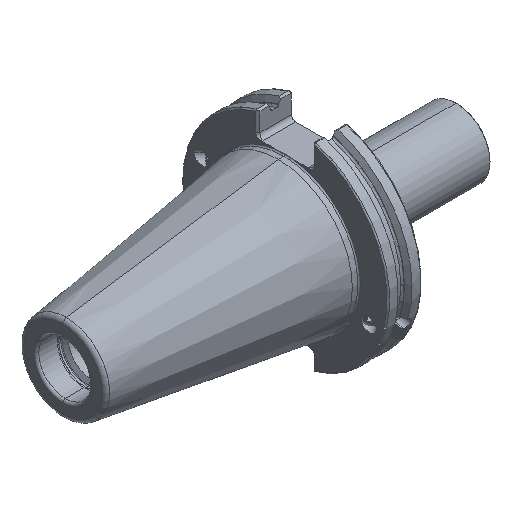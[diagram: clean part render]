
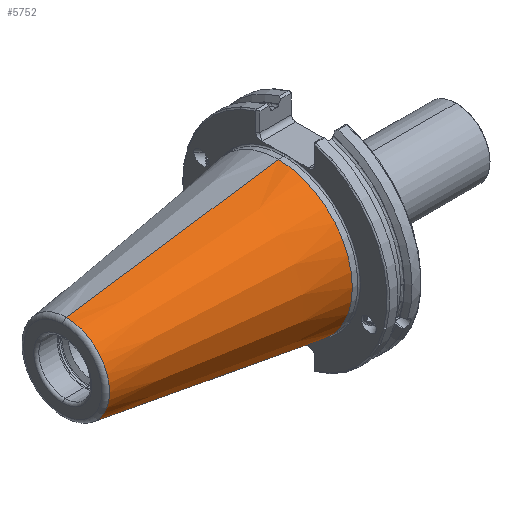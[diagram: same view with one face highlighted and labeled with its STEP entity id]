
A CAD part, isometric view. The second image highlights one B-rep face of the part: STEP entity #5752.
In plain terms, the highlighted conical face has half-angle 8.297 degrees and reference radius 34.925 mm.
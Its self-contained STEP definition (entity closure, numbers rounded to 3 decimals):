
#60 = DIRECTION ( 'NONE',  ( 1., 0., 0. ) ) ;
#283 = ORIENTED_EDGE ( 'NONE', *, *, #7879, .T. ) ;
#358 = CARTESIAN_POINT ( 'NONE',  ( 0., 0., 34.925 ) ) ;
#528 = CIRCLE ( 'NONE', #6380, 20.358 ) ;
#598 = ORIENTED_EDGE ( 'NONE', *, *, #2535, .F. ) ;
#823 = AXIS2_PLACEMENT_3D ( 'NONE', #6062, #60, #2098 ) ;
#1039 = CARTESIAN_POINT ( 'NONE',  ( -99.889, 0., -20.358 ) ) ;
#1523 = AXIS2_PLACEMENT_3D ( 'NONE', #6725, #2773, #7407 ) ;
#2098 = DIRECTION ( 'NONE',  ( 0., 0., -1. ) ) ;
#2535 = EDGE_CURVE ( 'NONE', #2710, #5455, #6310, .T. ) ;
#2710 = VERTEX_POINT ( 'NONE', #8576 ) ;
#2773 = DIRECTION ( 'NONE',  ( -1., 0., 0. ) ) ;
#2951 = DIRECTION ( 'NONE',  ( 0.99, 0., 0.144 ) ) ;
#3068 = ORIENTED_EDGE ( 'NONE', *, *, #4246, .T. ) ;
#3319 = CARTESIAN_POINT ( 'NONE',  ( 0., 0., -34.925 ) ) ;
#3479 = VERTEX_POINT ( 'NONE', #1039 ) ;
#3504 = VECTOR ( 'NONE', #3550, 1000. ) ;
#3550 = DIRECTION ( 'NONE',  ( 0.99, 0., -0.144 ) ) ;
#3840 = EDGE_CURVE ( 'NONE', #3479, #2710, #528, .T. ) ;
#3973 = VERTEX_POINT ( 'NONE', #7602 ) ;
#4070 = DIRECTION ( 'NONE',  ( 0., 0., 1. ) ) ;
#4183 = FACE_OUTER_BOUND ( 'NONE', #7089, .T. ) ;
#4244 = CARTESIAN_POINT ( 'NONE',  ( -99.889, 0., 0. ) ) ;
#4246 = EDGE_CURVE ( 'NONE', #3479, #3973, #5273, .T. ) ;
#4561 = VECTOR ( 'NONE', #2951, 1000. ) ;
#5273 = LINE ( 'NONE', #3319, #3504 ) ;
#5346 = ORIENTED_EDGE ( 'NONE', *, *, #3840, .F. ) ;
#5455 = VERTEX_POINT ( 'NONE', #6406 ) ;
#5752 = ADVANCED_FACE ( 'NONE', ( #4183 ), #7306, .T. ) ;
#5868 = DIRECTION ( 'NONE',  ( -1., 0., 0. ) ) ;
#6062 = CARTESIAN_POINT ( 'NONE',  ( 0., 0., 0. ) ) ;
#6310 = LINE ( 'NONE', #358, #4561 ) ;
#6380 = AXIS2_PLACEMENT_3D ( 'NONE', #4244, #5868, #4070 ) ;
#6406 = CARTESIAN_POINT ( 'NONE',  ( 0., 0., 34.925 ) ) ;
#6444 = CIRCLE ( 'NONE', #1523, 34.925 ) ;
#6725 = CARTESIAN_POINT ( 'NONE',  ( 0., 0., 0. ) ) ;
#7089 = EDGE_LOOP ( 'NONE', ( #598, #5346, #3068, #283 ) ) ;
#7306 = CONICAL_SURFACE ( 'NONE', #823, 34.925, 0.145 ) ;
#7407 = DIRECTION ( 'NONE',  ( 0., 0., 1. ) ) ;
#7602 = CARTESIAN_POINT ( 'NONE',  ( 0., 0., -34.925 ) ) ;
#7879 = EDGE_CURVE ( 'NONE', #3973, #5455, #6444, .T. ) ;
#8576 = CARTESIAN_POINT ( 'NONE',  ( -99.889, 0., 20.358 ) ) ;
